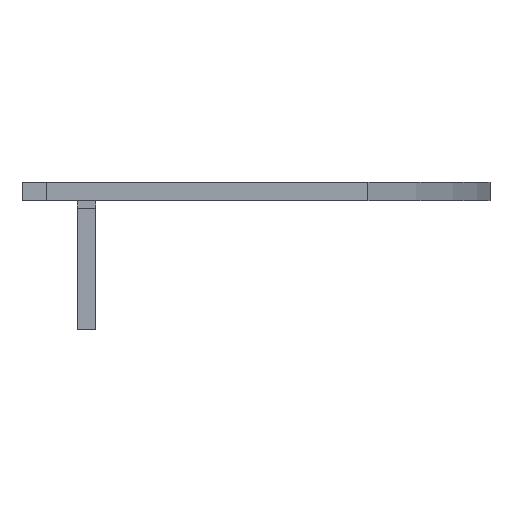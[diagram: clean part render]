
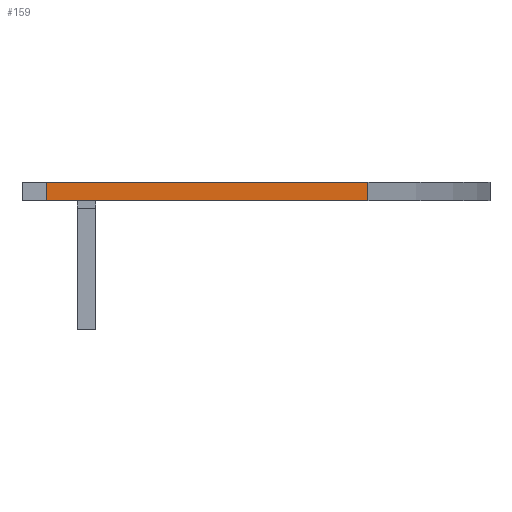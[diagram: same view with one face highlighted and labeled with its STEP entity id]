
A CAD part, left-side view. The second image highlights one B-rep face of the part: STEP entity #159.
In plain terms, the highlighted planar face has unit normal (-1, 0, 0).
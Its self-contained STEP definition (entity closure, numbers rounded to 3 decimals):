
#74 = CARTESIAN_POINT ( 'NONE',  ( -32.5, -21.25, -0.75 ) ) ;
#90 = EDGE_CURVE ( 'NONE', #830, #165, #146, .T. ) ;
#91 = ORIENTED_EDGE ( 'NONE', *, *, #638, .T. ) ;
#146 = LINE ( 'NONE', #227, #1301 ) ;
#159 = ADVANCED_FACE ( 'NONE', ( #1157 ), #822, .F. ) ;
#165 = VERTEX_POINT ( 'NONE', #1398 ) ;
#227 = CARTESIAN_POINT ( 'NONE',  ( -32.5, -21.25, 0.75 ) ) ;
#307 = LINE ( 'NONE', #1356, #1344 ) ;
#364 = DIRECTION ( 'NONE',  ( 1., 0., 0. ) ) ;
#421 = EDGE_CURVE ( 'NONE', #165, #745, #307, .T. ) ;
#429 = DIRECTION ( 'NONE',  ( 0., -1., 0. ) ) ;
#435 = LINE ( 'NONE', #74, #787 ) ;
#467 = CARTESIAN_POINT ( 'NONE',  ( -32.5, -21.25, 0.75 ) ) ;
#483 = DIRECTION ( 'NONE',  ( 0., 0., -1. ) ) ;
#513 = CARTESIAN_POINT ( 'NONE',  ( -32.5, -47.434, -0.75 ) ) ;
#622 = VECTOR ( 'NONE', #483, 1000. ) ;
#638 = EDGE_CURVE ( 'NONE', #830, #1478, #699, .T. ) ;
#699 = LINE ( 'NONE', #1161, #622 ) ;
#711 = AXIS2_PLACEMENT_3D ( 'NONE', #467, #364, #1293 ) ;
#745 = VERTEX_POINT ( 'NONE', #513 ) ;
#787 = VECTOR ( 'NONE', #429, 1000. ) ;
#799 = ORIENTED_EDGE ( 'NONE', *, *, #421, .F. ) ;
#822 = PLANE ( 'NONE',  #711 ) ;
#830 = VERTEX_POINT ( 'NONE', #985 ) ;
#894 = DIRECTION ( 'NONE',  ( 0., 0., -1. ) ) ;
#985 = CARTESIAN_POINT ( 'NONE',  ( -32.5, -21.25, 0.75 ) ) ;
#1099 = CARTESIAN_POINT ( 'NONE',  ( -32.5, -21.25, -0.75 ) ) ;
#1100 = EDGE_LOOP ( 'NONE', ( #1275, #799, #1139, #91 ) ) ;
#1139 = ORIENTED_EDGE ( 'NONE', *, *, #90, .F. ) ;
#1156 = DIRECTION ( 'NONE',  ( 0., -1., 0. ) ) ;
#1157 = FACE_OUTER_BOUND ( 'NONE', #1100, .T. ) ;
#1161 = CARTESIAN_POINT ( 'NONE',  ( -32.5, -21.25, 0.75 ) ) ;
#1243 = EDGE_CURVE ( 'NONE', #1478, #745, #435, .T. ) ;
#1275 = ORIENTED_EDGE ( 'NONE', *, *, #1243, .T. ) ;
#1293 = DIRECTION ( 'NONE',  ( 0., 0., -1. ) ) ;
#1301 = VECTOR ( 'NONE', #1156, 1000. ) ;
#1344 = VECTOR ( 'NONE', #894, 1000. ) ;
#1356 = CARTESIAN_POINT ( 'NONE',  ( -32.5, -47.434, 0.75 ) ) ;
#1398 = CARTESIAN_POINT ( 'NONE',  ( -32.5, -47.434, 0.75 ) ) ;
#1478 = VERTEX_POINT ( 'NONE', #1099 ) ;
